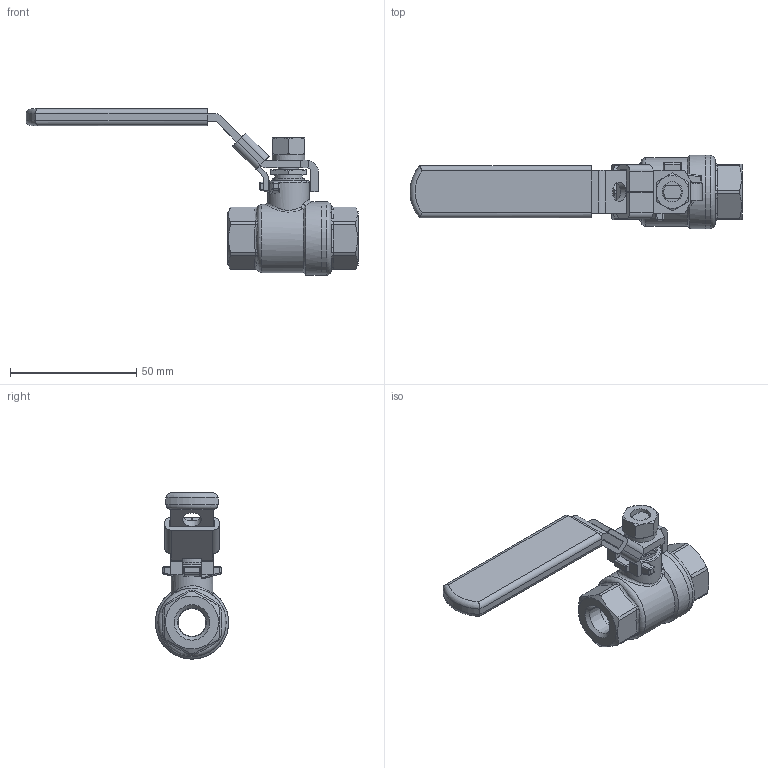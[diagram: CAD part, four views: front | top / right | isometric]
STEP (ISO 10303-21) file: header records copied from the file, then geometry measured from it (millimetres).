
FILE_DESCRIPTION(('STEP AP214'),'1');
FILE_NAME(' 1-4.stp','2022-06-21T06:54:30',(' '),(' '),'Spatial InterOp 3D',' ',' ');
FILE_SCHEMA(('AUTOMOTIVE_DESIGN { 1 0 10303 214 1 1 1 1 }'));
Length unit declared in the file: millimetre
Products named in the file (13): 2PC__ 1/4_; 阀体; 阀盖; 阀杆; 止推垫圈; 填料; 密封垫圈; 格兰; 手柄; 锁扣; 手柄套; 螺母 ： 标准 - M8.0 x 6.8; 垫圈 ： 单圈弹簧 - M8.0 x 2.1
Assembly tree (12 placements, depth 2):
  2PC__ 1/4_
    阀体
    阀盖
    阀杆
    止推垫圈
    填料
    密封垫圈
    格兰
    手柄
    锁扣
    手柄套
    螺母 ： 标准 - M8.0 x 6.8
    垫圈 ： 单圈弹簧 - M8.0 x 2.1
Bounding box: 131.28 x 29 x 65.75 mm (x, y, z)
Volume: 34707.5 mm3; surface area: 27091.1 mm2
Topology: 12 solids, 12 shells, 339 faces, 820 edges, 502 vertices
Faces by surface type: plane 141, cylinder 103, cone 34, bspline 24, torus 21, sphere 16
Full cylindrical faces by diameter (mm): 7.5 x1, 8 x3, 8.2 x1, 8.5 x2, 10 x2, 11 x4, 11.3 x1, 11.4 x1, 12.7 x1, 16.6 x1, 19 x2, 22 x1, 22.4 x1, 24 x1, 24.1 x1, 24.5 x1, 26.7 x1, 27 x2, 29 x2
Entity records: 15553 total; most frequent: CARTESIAN_POINT 5255, ORIENTED_EDGE 1492, DIRECTION 1470, EDGE_CURVE 746, AXIS2_PLACEMENT_3D 588, VERTEX_POINT 488, EDGE_LOOP 416, FACE_OUTER_BOUND 373
